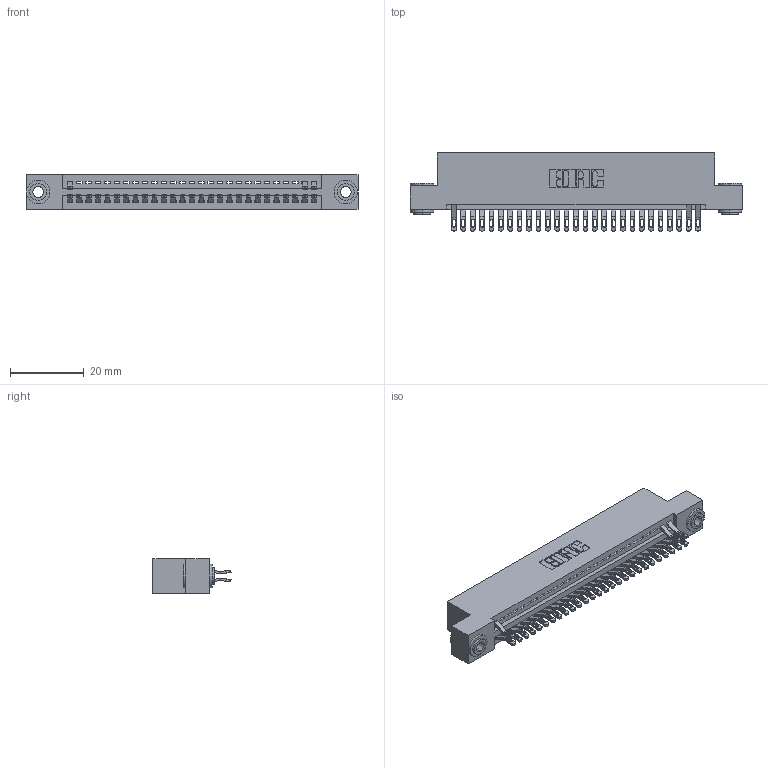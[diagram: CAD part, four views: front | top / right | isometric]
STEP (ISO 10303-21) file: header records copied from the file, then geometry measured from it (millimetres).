
FILE_DESCRIPTION (( 'STEP AP203' ), '1' );
FILE_NAME ('345-054-555-203.STEP', '2018-09-24T00:28:53', ( '' ), ( '' ), 'SwSTEP 2.0', 'SolidWorks 2016', '' );
FILE_SCHEMA (( 'CONFIG_CONTROL_DESIGN' ));
Length unit declared in the file: inch
Products named in the file (4): 345 Part_Flush Mounting Lugs - 0.156 Dia-TH; 345-292-001_555 Tail; 345-250-002_345-250-002-102; 345-054-555-203
Assembly tree (33 placements, depth 2):
  345-054-555-203
    345 Part_Flush Mounting Lugs - 0.156 Dia-TH
    345-292-001_555 Tail  x30
    345-250-002_345-250-002-102  x2
Bounding box: 89.79 x 21.13 x 9.4 mm (x, y, z)
Volume: 8473 mm3; surface area: 11516.3 mm2
Topology: 33 solids, 33 shells, 2036 faces, 6375 edges, 4246 vertices
Faces by surface type: plane 1188, cylinder 840, cone 8
Entity records: 23412 total; most frequent: CARTESIAN_POINT 4053, ORIENTED_EDGE 3974, DIRECTION 3565, EDGE_CURVE 1987, VECTOR 1703, LINE 1703, VERTEX_POINT 1322, AXIS2_PLACEMENT_3D 931
